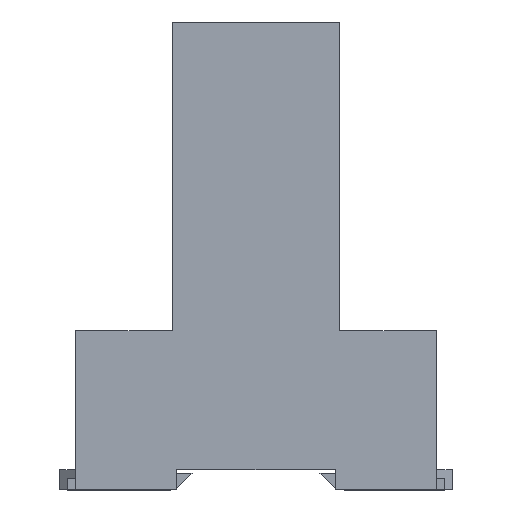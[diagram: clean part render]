
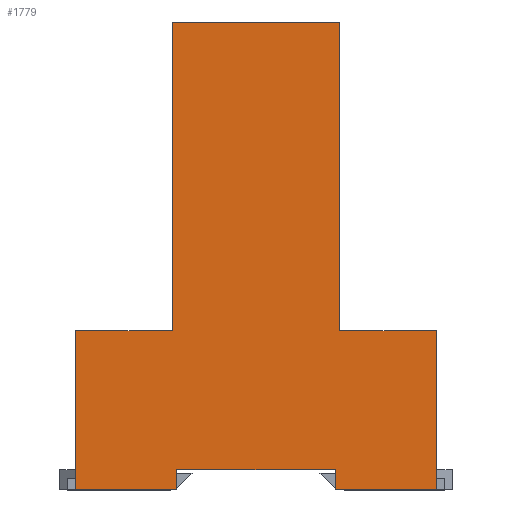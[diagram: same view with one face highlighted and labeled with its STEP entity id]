
A CAD part, left-side view. The second image highlights one B-rep face of the part: STEP entity #1779.
In plain terms, the highlighted planar face has unit normal (-1, 0, 0).
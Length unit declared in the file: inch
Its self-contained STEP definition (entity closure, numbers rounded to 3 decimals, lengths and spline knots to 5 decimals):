
#62 = CARTESIAN_POINT ( 'NONE',  ( 3.43198, 2.04255, -3.7255 ) ) ;
#94 = EDGE_CURVE ( 'NONE', #8258, #5449, #1807, .T. ) ;
#149 = DIRECTION ( 'NONE',  ( 0., 0., -1. ) ) ;
#334 = VERTEX_POINT ( 'NONE', #1709 ) ;
#428 = EDGE_CURVE ( 'NONE', #8903, #8487, #5303, .T. ) ;
#457 = CARTESIAN_POINT ( 'NONE',  ( 3.43198, 4.37255, -3.9055 ) ) ;
#505 = DIRECTION ( 'NONE',  ( 0., -1., 0. ) ) ;
#877 = VERTEX_POINT ( 'NONE', #1731 ) ;
#888 = AXIS2_PLACEMENT_3D ( 'NONE', #3169, #6574, #9170 ) ;
#989 = ORIENTED_EDGE ( 'NONE', *, *, #2622, .T. ) ;
#1336 = EDGE_CURVE ( 'NONE', #5301, #877, #7549, .T. ) ;
#1533 = CARTESIAN_POINT ( 'NONE',  ( 3.43198, 4.37255, -3.6005 ) ) ;
#1552 = ORIENTED_EDGE ( 'NONE', *, *, #7515, .F. ) ;
#1674 = LINE ( 'NONE', #6035, #8540 ) ;
#1690 = VERTEX_POINT ( 'NONE', #4774 ) ;
#1709 = CARTESIAN_POINT ( 'NONE',  ( 3.43198, 2.04255, -3.9055 ) ) ;
#1731 = CARTESIAN_POINT ( 'NONE',  ( 3.43198, 1.13255, -3.9055 ) ) ;
#1779 = ADVANCED_FACE ( 'NONE', ( #10917 ), #4052, .T. ) ;
#1807 = LINE ( 'NONE', #1533, #1942 ) ;
#1942 = VECTOR ( 'NONE', #2273, 39.37008 ) ;
#1975 = ORIENTED_EDGE ( 'NONE', *, *, #8431, .T. ) ;
#2080 = EDGE_CURVE ( 'NONE', #8258, #2791, #6461, .T. ) ;
#2091 = DIRECTION ( 'NONE',  ( 0., -1., 0. ) ) ;
#2113 = CARTESIAN_POINT ( 'NONE',  ( 3.43198, 2.00255, -2.4755 ) ) ;
#2125 = CARTESIAN_POINT ( 'NONE',  ( 3.43198, 3.46255, -3.9055 ) ) ;
#2273 = DIRECTION ( 'NONE',  ( 0., 0., 1. ) ) ;
#2367 = VERTEX_POINT ( 'NONE', #2113 ) ;
#2430 = DIRECTION ( 'NONE',  ( 0., 0., 1. ) ) ;
#2449 = CARTESIAN_POINT ( 'NONE',  ( 3.43198, 2.75255, 0.2945 ) ) ;
#2622 = EDGE_CURVE ( 'NONE', #2367, #1690, #9271, .T. ) ;
#2706 = LINE ( 'NONE', #5655, #8780 ) ;
#2781 = EDGE_LOOP ( 'NONE', ( #3526, #1552, #8402, #4437, #1975, #6235, #9952, #4037, #8018, #7941, #989, #4845 ) ) ;
#2791 = VERTEX_POINT ( 'NONE', #2125 ) ;
#2794 = VECTOR ( 'NONE', #2430, 39.37008 ) ;
#2850 = EDGE_CURVE ( 'NONE', #1690, #8903, #9393, .T. ) ;
#2979 = CARTESIAN_POINT ( 'NONE',  ( 3.43198, 2.04255, -2.15247 ) ) ;
#3129 = CARTESIAN_POINT ( 'NONE',  ( 3.43198, 1.13255, -2.4755 ) ) ;
#3169 = CARTESIAN_POINT ( 'NONE',  ( 3.43198, 4.37255, -3.6005 ) ) ;
#3386 = DIRECTION ( 'NONE',  ( 0., 1., 0. ) ) ;
#3465 = DIRECTION ( 'NONE',  ( 0., 0., -1. ) ) ;
#3494 = CARTESIAN_POINT ( 'NONE',  ( 3.43198, 3.50255, 0.2945 ) ) ;
#3526 = ORIENTED_EDGE ( 'NONE', *, *, #428, .T. ) ;
#3539 = DIRECTION ( 'NONE',  ( 0., 0., 1. ) ) ;
#3791 = LINE ( 'NONE', #6553, #9848 ) ;
#4002 = LINE ( 'NONE', #2979, #6025 ) ;
#4037 = ORIENTED_EDGE ( 'NONE', *, *, #6234, .F. ) ;
#4052 = PLANE ( 'NONE',  #888 ) ;
#4191 = CARTESIAN_POINT ( 'NONE',  ( 3.43198, 3.46255, -3.7255 ) ) ;
#4323 = VECTOR ( 'NONE', #5136, 39.37008 ) ;
#4437 = ORIENTED_EDGE ( 'NONE', *, *, #2080, .T. ) ;
#4774 = CARTESIAN_POINT ( 'NONE',  ( 3.43198, 2.00255, 0.2945 ) ) ;
#4845 = ORIENTED_EDGE ( 'NONE', *, *, #2850, .T. ) ;
#5136 = DIRECTION ( 'NONE',  ( 0., 0., -1. ) ) ;
#5195 = EDGE_CURVE ( 'NONE', #10137, #334, #4002, .T. ) ;
#5283 = CARTESIAN_POINT ( 'NONE',  ( 3.43198, 3.46255, -2.15247 ) ) ;
#5301 = VERTEX_POINT ( 'NONE', #3129 ) ;
#5303 = LINE ( 'NONE', #7757, #9878 ) ;
#5404 = VECTOR ( 'NONE', #3539, 39.37008 ) ;
#5449 = VERTEX_POINT ( 'NONE', #7583 ) ;
#5655 = CARTESIAN_POINT ( 'NONE',  ( 3.43198, 4.37255, -2.4755 ) ) ;
#5739 = VERTEX_POINT ( 'NONE', #9723 ) ;
#5895 = DIRECTION ( 'NONE',  ( 0., 1., 0. ) ) ;
#5912 = VECTOR ( 'NONE', #5895, 39.37008 ) ;
#6025 = VECTOR ( 'NONE', #149, 39.37008 ) ;
#6035 = CARTESIAN_POINT ( 'NONE',  ( 3.43198, 2.04255, -3.9055 ) ) ;
#6234 = EDGE_CURVE ( 'NONE', #877, #334, #1674, .T. ) ;
#6235 = ORIENTED_EDGE ( 'NONE', *, *, #9975, .F. ) ;
#6461 = LINE ( 'NONE', #10644, #7541 ) ;
#6553 = CARTESIAN_POINT ( 'NONE',  ( 3.43198, 1.13255, -2.4755 ) ) ;
#6574 = DIRECTION ( 'NONE',  ( -1., 0., 0. ) ) ;
#7005 = LINE ( 'NONE', #5283, #5404 ) ;
#7046 = CARTESIAN_POINT ( 'NONE',  ( 3.43198, 3.50255, -2.4755 ) ) ;
#7515 = EDGE_CURVE ( 'NONE', #5449, #8487, #2706, .T. ) ;
#7541 = VECTOR ( 'NONE', #2091, 39.37008 ) ;
#7549 = LINE ( 'NONE', #7976, #4323 ) ;
#7583 = CARTESIAN_POINT ( 'NONE',  ( 3.43198, 4.37255, -2.4755 ) ) ;
#7757 = CARTESIAN_POINT ( 'NONE',  ( 3.43198, 3.50255, -2.15247 ) ) ;
#7791 = DIRECTION ( 'NONE',  ( 0., 1., 0. ) ) ;
#7941 = ORIENTED_EDGE ( 'NONE', *, *, #10504, .F. ) ;
#7976 = CARTESIAN_POINT ( 'NONE',  ( 3.43198, 1.13255, -3.9055 ) ) ;
#8018 = ORIENTED_EDGE ( 'NONE', *, *, #1336, .F. ) ;
#8258 = VERTEX_POINT ( 'NONE', #457 ) ;
#8402 = ORIENTED_EDGE ( 'NONE', *, *, #94, .F. ) ;
#8431 = EDGE_CURVE ( 'NONE', #2791, #5739, #7005, .T. ) ;
#8487 = VERTEX_POINT ( 'NONE', #7046 ) ;
#8540 = VECTOR ( 'NONE', #7791, 39.37008 ) ;
#8574 = CARTESIAN_POINT ( 'NONE',  ( 3.43198, 2.00255, -2.15247 ) ) ;
#8780 = VECTOR ( 'NONE', #505, 39.37008 ) ;
#8793 = VECTOR ( 'NONE', #3386, 39.37008 ) ;
#8903 = VERTEX_POINT ( 'NONE', #3494 ) ;
#9170 = DIRECTION ( 'NONE',  ( 0., 0., 1. ) ) ;
#9271 = LINE ( 'NONE', #8574, #2794 ) ;
#9393 = LINE ( 'NONE', #2449, #5912 ) ;
#9723 = CARTESIAN_POINT ( 'NONE',  ( 3.43198, 3.46255, -3.7255 ) ) ;
#9848 = VECTOR ( 'NONE', #10924, 39.37008 ) ;
#9878 = VECTOR ( 'NONE', #3465, 39.37008 ) ;
#9952 = ORIENTED_EDGE ( 'NONE', *, *, #5195, .T. ) ;
#9975 = EDGE_CURVE ( 'NONE', #10137, #5739, #11080, .T. ) ;
#10137 = VERTEX_POINT ( 'NONE', #62 ) ;
#10504 = EDGE_CURVE ( 'NONE', #2367, #5301, #3791, .T. ) ;
#10644 = CARTESIAN_POINT ( 'NONE',  ( 3.43198, 2.75255, -3.9055 ) ) ;
#10917 = FACE_OUTER_BOUND ( 'NONE', #2781, .T. ) ;
#10924 = DIRECTION ( 'NONE',  ( 0., -1., 0. ) ) ;
#11080 = LINE ( 'NONE', #4191, #8793 ) ;
